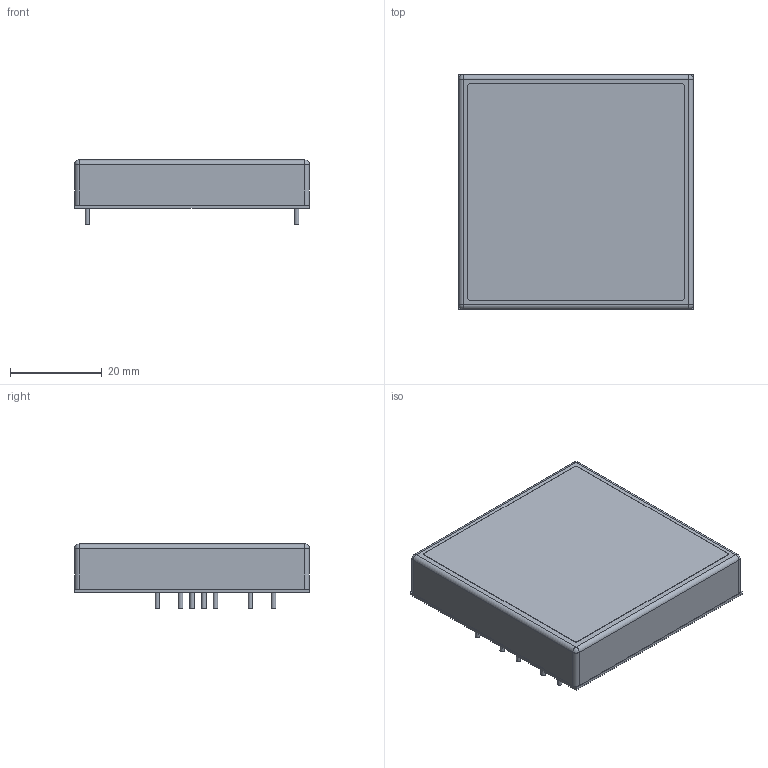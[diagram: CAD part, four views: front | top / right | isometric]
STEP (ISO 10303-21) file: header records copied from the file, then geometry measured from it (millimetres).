
FILE_DESCRIPTION(/* description */ (''),/* implementation_level */ '2;1');
FILE_NAME(/* name */ 'DCDC_RECOM_RP40-GW.stp',/* time_stamp */ '2016-09-19T14:44:31+02:00',/* author */ ('jchouvet'),/* organization */ (''),/* preprocessor_version */ 'ST-DEVELOPER v16.1',/* originating_system */ 'AutoCAD Mechanical',/* authorisation */ '');
FILE_SCHEMA (('AUTOMOTIVE_DESIGN { 1 0 10303 214 3 1 1 }'));
Length unit declared in the file: millimetre
Products named in the file (1): Product
Bounding box: 51.3 x 51.3 x 14.4 mm (x, y, z)
Volume: 28090.4 mm3; surface area: 17191.4 mm2
Topology: 11 solids, 11 shells, 58 faces, 96 edges, 60 vertices
Faces by surface type: plane 34, cylinder 20, sphere 4
Full cylindrical faces by diameter (mm): 1 x8
Entity records: 1340 total; most frequent: DIRECTION 246, CARTESIAN_POINT 207, ORIENTED_EDGE 176, AXIS2_PLACEMENT_3D 99, EDGE_CURVE 88, EDGE_LOOP 66, VERTEX_POINT 60, FACE_OUTER_BOUND 58
